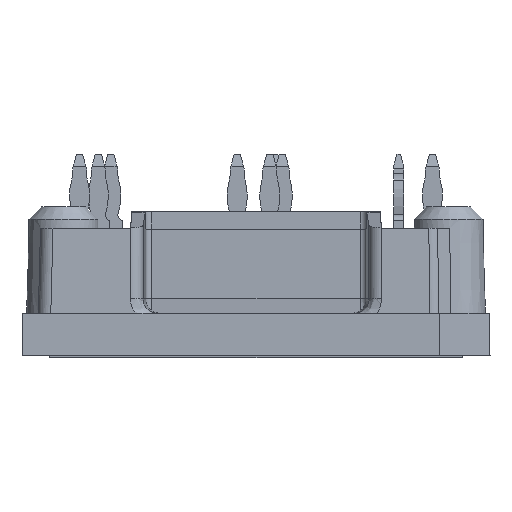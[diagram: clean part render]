
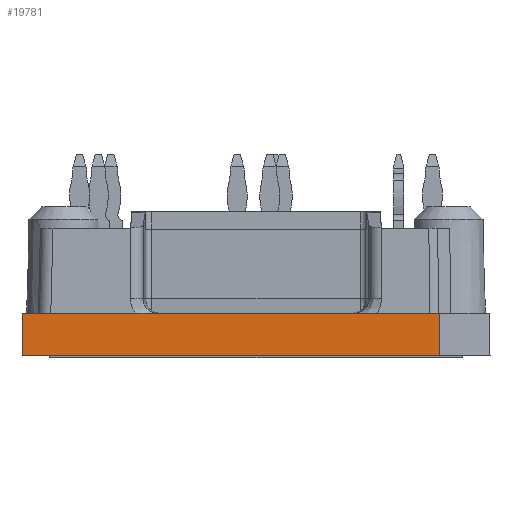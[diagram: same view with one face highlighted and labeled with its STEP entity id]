
A CAD part, left-side view. The second image highlights one B-rep face of the part: STEP entity #19781.
In plain terms, the highlighted planar face has unit normal (-1, 0, 0.018).
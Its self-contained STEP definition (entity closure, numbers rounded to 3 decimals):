
#1500=ORIENTED_EDGE('',*,*,#5490,.T.);
#1501=ORIENTED_EDGE('',*,*,#5491,.F.);
#1502=ORIENTED_EDGE('',*,*,#5492,.T.);
#1503=ORIENTED_EDGE('',*,*,#5433,.T.);
#5433=EDGE_CURVE('',#7453,#7457,#8861,.F.);
#5490=EDGE_CURVE('',#7457,#7491,#8901,.F.);
#5491=EDGE_CURVE('',#7492,#7491,#8902,.F.);
#5492=EDGE_CURVE('',#7492,#7453,#8903,.T.);
#7453=VERTEX_POINT('',#26709);
#7457=VERTEX_POINT('',#26717);
#7491=VERTEX_POINT('',#26834);
#7492=VERTEX_POINT('',#26838);
#8861=LINE('',#26718,#10413);
#8901=LINE('',#26835,#10453);
#8902=LINE('',#26837,#10454);
#8903=LINE('',#26839,#10455);
#10413=VECTOR('',#22440,1000.);
#10453=VECTOR('',#22566,1000.);
#10454=VECTOR('',#22569,1000.);
#10455=VECTOR('',#22570,1000.);
#11897=EDGE_LOOP('',(#1500,#1501,#1502,#1503));
#12789=FACE_BOUND('',#11897,.T.);
#13603=PLANE('',#20696);
#19781=ADVANCED_FACE('',(#12789),#13603,.T.);
#20696=AXIS2_PLACEMENT_3D('',#26836,#22567,#22568);
#22440=DIRECTION('',(0.,1.,0.));
#22566=DIRECTION('',(-0.017,-0.007,-1.));
#22567=DIRECTION('',(-1.,0.,0.017));
#22568=DIRECTION('',(0.017,0.,1.));
#22569=DIRECTION('',(0.,1.,0.));
#22570=DIRECTION('',(-0.017,0.017,-1.));
#26709=CARTESIAN_POINT('',(-41.,18.7,0.));
#26717=CARTESIAN_POINT('',(-41.,-14.7,0.));
#26718=CARTESIAN_POINT('',(-41.,0.,0.));
#26834=CARTESIAN_POINT('',(-40.941,-14.675,3.4));
#26835=CARTESIAN_POINT('',(-40.998,-14.699,0.134));
#26836=CARTESIAN_POINT('',(-41.,0.,0.));
#26837=CARTESIAN_POINT('',(-40.941,0.,3.4));
#26838=CARTESIAN_POINT('',(-40.941,18.641,3.4));
#26839=CARTESIAN_POINT('',(-40.994,18.694,0.326));
